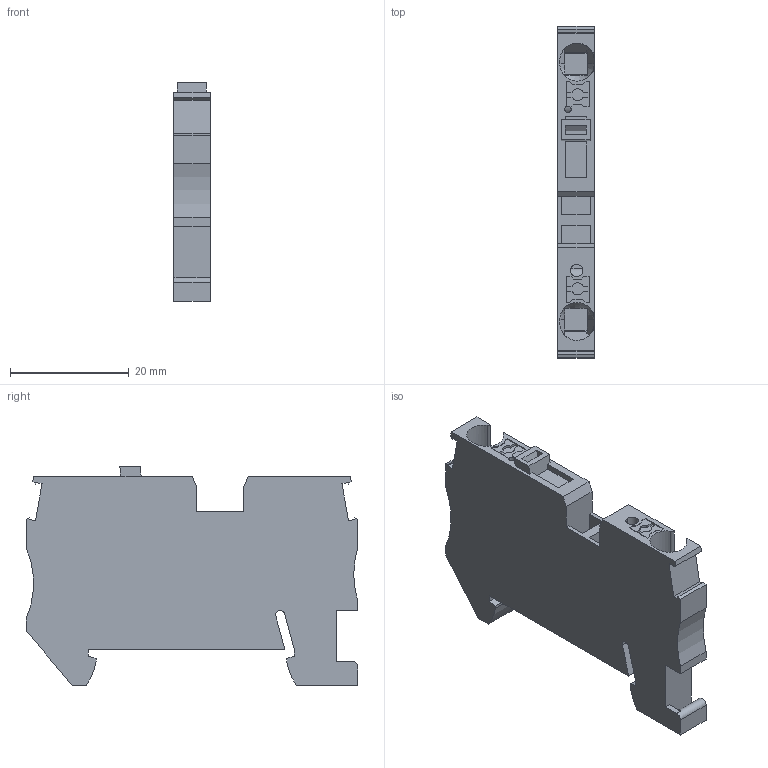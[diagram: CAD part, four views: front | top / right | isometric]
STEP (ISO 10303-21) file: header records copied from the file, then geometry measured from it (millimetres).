
FILE_DESCRIPTION(('Creo Elements/Direct Modeling STEP Export'),'2;1');
FILE_NAME('model.stp','2021-02-25T 8:24:24',(''),(''),'Creo Elements/Direct Modeling STEP processor for AP214 (Solid Model)','Creo Elements/Direct Modeling 20.1D 10-Oct-2020 (C) Parametric Technology GmbH','');
FILE_SCHEMA(('AUTOMOTIVE_DESIGN { 1 0 10303 214 1 1 1 1 }'));
Length unit declared in the file: millimetre
Products named in the file (2): PT_4_MT_BU-select
Assembly tree (1 placements, depth 2):
  PT_4_MT_BU-select
    PT_4_MT_BU-select
Bounding box: 6.15 x 55.9 x 36.85 mm (x, y, z)
Volume: 8674.6 mm3; surface area: 5686.4 mm2
Topology: 1 solids, 1 shells, 171 faces, 484 edges, 320 vertices
Faces by surface type: plane 140, cylinder 25, torus 4, cone 2
Entity records: 8263 total; most frequent: CARTESIAN_POINT 2474, ORIENTED_EDGE 968, DIRECTION 833, EDGE_CURVE 484, VECTOR 393, LINE 393, VERTEX_POINT 320, AXIS2_PLACEMENT_3D 220
